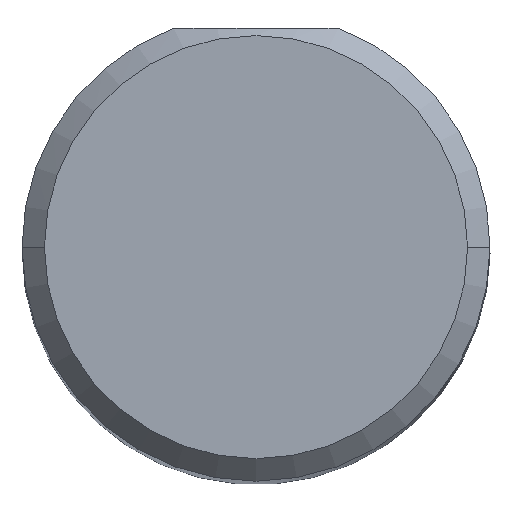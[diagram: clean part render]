
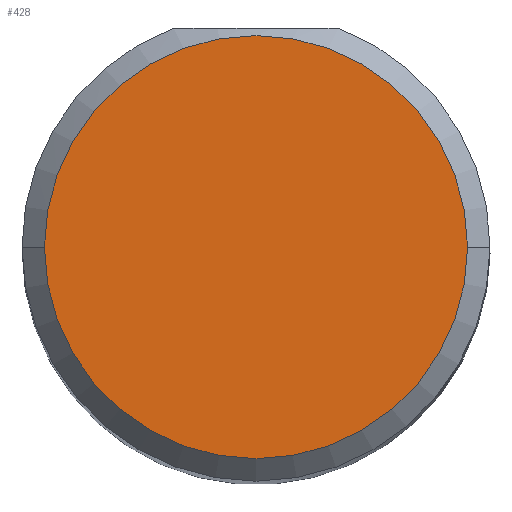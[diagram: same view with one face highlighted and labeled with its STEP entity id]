
A CAD part, top view. The second image highlights one B-rep face of the part: STEP entity #428.
In plain terms, the highlighted planar face has unit normal (0, 0, 1).
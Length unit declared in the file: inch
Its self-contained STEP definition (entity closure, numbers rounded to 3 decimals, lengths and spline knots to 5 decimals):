
#36 = ORIENTED_EDGE ( 'NONE', *, *, #57, .T. ) ;
#42 = DIRECTION ( 'NONE',  ( 0., 0., 1. ) ) ;
#48 = DIRECTION ( 'NONE',  ( 1., 0., 0. ) ) ;
#54 = VERTEX_POINT ( 'NONE', #416 ) ;
#57 = EDGE_CURVE ( 'NONE', #480, #54, #225, .T. ) ;
#98 = DIRECTION ( 'NONE',  ( 1., 0., 0. ) ) ;
#123 = CARTESIAN_POINT ( 'NONE',  ( 0., 0., 2.5 ) ) ;
#141 = PLANE ( 'NONE',  #492 ) ;
#205 = DIRECTION ( 'NONE',  ( 1., 0., 0. ) ) ;
#225 = CIRCLE ( 'NONE', #434, 0.14125 ) ;
#229 = ORIENTED_EDGE ( 'NONE', *, *, #331, .T. ) ;
#245 = CARTESIAN_POINT ( 'NONE',  ( 0., 0., 2.5 ) ) ;
#256 = CARTESIAN_POINT ( 'NONE',  ( 0., 0., 2.5 ) ) ;
#263 = CIRCLE ( 'NONE', #336, 0.14125 ) ;
#296 = DIRECTION ( 'NONE',  ( 0., 0., 1. ) ) ;
#331 = EDGE_CURVE ( 'NONE', #54, #480, #263, .T. ) ;
#336 = AXIS2_PLACEMENT_3D ( 'NONE', #123, #42, #48 ) ;
#369 = FACE_OUTER_BOUND ( 'NONE', #475, .T. ) ;
#377 = CARTESIAN_POINT ( 'NONE',  ( 0.14125, 0., 2.5 ) ) ;
#408 = DIRECTION ( 'NONE',  ( 0., 0., 1. ) ) ;
#416 = CARTESIAN_POINT ( 'NONE',  ( -0.14125, 0., 2.5 ) ) ;
#428 = ADVANCED_FACE ( 'NONE', ( #369 ), #141, .T. ) ;
#434 = AXIS2_PLACEMENT_3D ( 'NONE', #245, #408, #205 ) ;
#475 = EDGE_LOOP ( 'NONE', ( #229, #36 ) ) ;
#480 = VERTEX_POINT ( 'NONE', #377 ) ;
#492 = AXIS2_PLACEMENT_3D ( 'NONE', #256, #296, #98 ) ;
